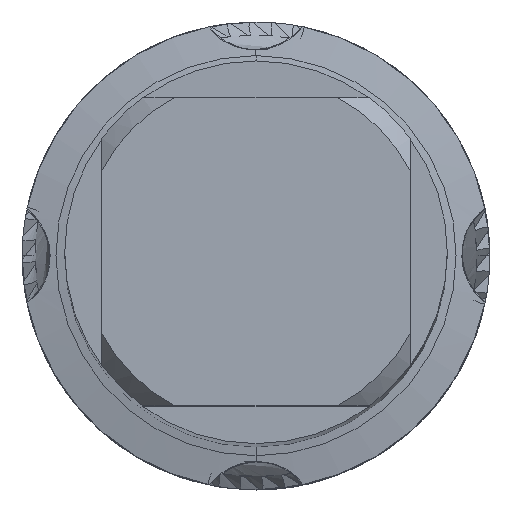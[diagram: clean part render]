
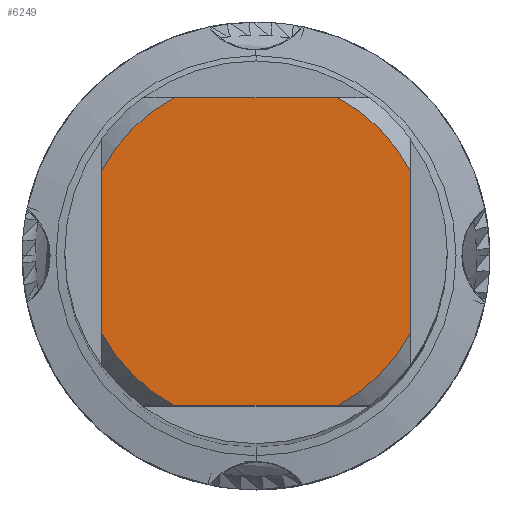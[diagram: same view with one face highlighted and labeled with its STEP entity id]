
A CAD part, top view. The second image highlights one B-rep face of the part: STEP entity #6249.
In plain terms, the highlighted planar face has unit normal (0, 0, 1).
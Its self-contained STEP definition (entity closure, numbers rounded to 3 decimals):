
#3137=EDGE_CURVE('',#4309,#5849,#7990,.T.);
#3453=EDGE_CURVE('',#4109,#3791,#8328,.T.);
#3625=EDGE_CURVE('',#4309,#5815,#8517,.T.);
#3791=VERTEX_POINT('',#8698);
#3969=EDGE_CURVE('',#4109,#6377,#8891,.T.);
#4109=VERTEX_POINT('',#9045);
#4309=VERTEX_POINT('',#9255);
#4319=EDGE_CURVE('',#5333,#5815,#9265,.T.);
#5287=EDGE_CURVE('',#7077,#5849,#10327,.T.);
#5333=VERTEX_POINT('',#10381);
#5815=VERTEX_POINT('',#10916);
#5849=VERTEX_POINT('',#10951);
#6057=EDGE_CURVE('',#5333,#6377,#11172,.T.);
#6249=ADVANCED_FACE('',(#11381),#11382,.T.);
#6377=VERTEX_POINT('',#11521);
#6535=EDGE_CURVE('',#7077,#3791,#11691,.T.);
#7077=VERTEX_POINT('',#12276);
#7990=LINE('',#14641,#14642);
#8328=CIRCLE('',#15413,8.2);
#8517=CIRCLE('',#15885,8.2);
#8698=CARTESIAN_POINT('',(-3.831,7.25,0.0));
#8891=LINE('',#16775,#16776);
#9045=CARTESIAN_POINT('',(-7.25,3.831,0.0));
#9255=CARTESIAN_POINT('',(7.25,-3.831,0.0));
#9265=LINE('',#17639,#17640);
#10327=CIRCLE('',#20610,8.2);
#10381=CARTESIAN_POINT('',(-3.831,-7.25,0.0));
#10916=CARTESIAN_POINT('',(3.831,-7.25,0.0));
#10951=CARTESIAN_POINT('',(7.25,3.831,0.0));
#11172=CIRCLE('',#22615,8.2);
#11381=FACE_OUTER_BOUND('',#23383,.T.);
#11382=PLANE('',#23384);
#11521=CARTESIAN_POINT('',(-7.25,-3.831,0.0));
#11691=LINE('',#24331,#24332);
#12276=CARTESIAN_POINT('',(3.831,7.25,0.0));
#14641=CARTESIAN_POINT('',(7.25,2.05,0.0));
#14642=VECTOR('',#27526,1.0);
#15413=AXIS2_PLACEMENT_3D('',#27818,#27819,#27820);
#15885=AXIS2_PLACEMENT_3D('',#28009,#28010,#28011);
#16775=CARTESIAN_POINT('',(-7.25,2.05,0.0));
#16776=VECTOR('',#28382,1.0);
#17639=CARTESIAN_POINT('',(0.0,-7.25,0.0));
#17640=VECTOR('',#28682,1.0);
#20610=AXIS2_PLACEMENT_3D('',#29755,#29756,#29757);
#22615=AXIS2_PLACEMENT_3D('',#30611,#30612,#30613);
#23383=EDGE_LOOP('',(#30948,#30949,#30950,#30951,#30952,#30953,#30954,#30955));
#23384=AXIS2_PLACEMENT_3D('',#30956,#30957,#30958);
#24331=CARTESIAN_POINT('',(0.0,7.25,0.0));
#24332=VECTOR('',#31267,1.0);
#27526=DIRECTION('',(-0.0,1.0,0.0));
#27818=CARTESIAN_POINT('',(0.0,0.0,0.0));
#27819=DIRECTION('',(0.0,0.0,-1.0));
#27820=DIRECTION('',(0.0,1.0,0.0));
#28009=CARTESIAN_POINT('',(0.0,0.0,0.0));
#28010=DIRECTION('',(0.0,0.0,-1.0));
#28011=DIRECTION('',(0.0,1.0,0.0));
#28382=DIRECTION('',(-0.0,-1.0,0.0));
#28682=DIRECTION('',(1.0,0.0,0.0));
#29755=CARTESIAN_POINT('',(0.0,0.0,0.0));
#29756=DIRECTION('',(0.0,0.0,-1.0));
#29757=DIRECTION('',(0.0,1.0,0.0));
#30611=CARTESIAN_POINT('',(0.0,0.0,0.0));
#30612=DIRECTION('',(0.0,0.0,-1.0));
#30613=DIRECTION('',(0.0,1.0,0.0));
#30948=ORIENTED_EDGE('',*,*,#3969,.T.);
#30949=ORIENTED_EDGE('',*,*,#6057,.F.);
#30950=ORIENTED_EDGE('',*,*,#4319,.T.);
#30951=ORIENTED_EDGE('',*,*,#3625,.F.);
#30952=ORIENTED_EDGE('',*,*,#3137,.T.);
#30953=ORIENTED_EDGE('',*,*,#5287,.F.);
#30954=ORIENTED_EDGE('',*,*,#6535,.T.);
#30955=ORIENTED_EDGE('',*,*,#3453,.F.);
#30956=CARTESIAN_POINT('',(0.0,4.1,0.0));
#30957=DIRECTION('',(-0.0,0.0,1.0));
#30958=DIRECTION('',(0.0,-1.0,0.0));
#31267=DIRECTION('',(-1.0,0.0,0.0));
